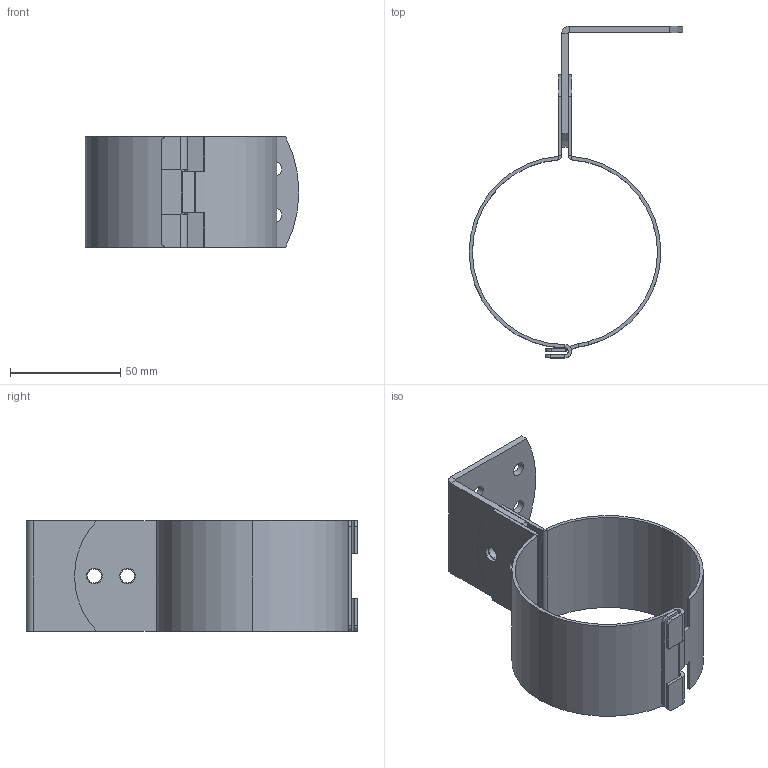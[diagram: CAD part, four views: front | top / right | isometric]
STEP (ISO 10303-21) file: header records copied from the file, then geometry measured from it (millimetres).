
FILE_DESCRIPTION (( 'STEP AP203' ), '1' );
FILE_NAME ('AX-1005 PIPE MOUNT BRACKET.STEP', '2020-02-17T21:13:39', ( 'User' ), ( '' ), 'SwSTEP 2.0', 'SolidWorks 2010', '' );
FILE_SCHEMA (( 'CONFIG_CONTROL_DESIGN' ));
Length unit declared in the file: millimetre
Products named in the file (4): AX-1005.1; AX-1001 mounting bracket ss316; AX-1005 PIPE MOUNT BRACKET; AX-1005.2
Assembly tree (3 placements, depth 2):
  AX-1005 PIPE MOUNT BRACKET
    AX-1005.2
    AX-1001 mounting bracket ss316
    AX-1005.1
Bounding box: 97 x 150.57 x 50 mm (x, y, z)
Volume: 39987.4 mm3; surface area: 46835.3 mm2
Topology: 3 solids, 3 shells, 121 faces, 289 edges, 174 vertices
Faces by surface type: plane 62, cylinder 59
Entity records: 3951 total; most frequent: DIRECTION 669, CARTESIAN_POINT 590, ORIENTED_EDGE 578, EDGE_CURVE 289, AXIS2_PLACEMENT_3D 253, VERTEX_POINT 174, LINE 163, VECTOR 163
